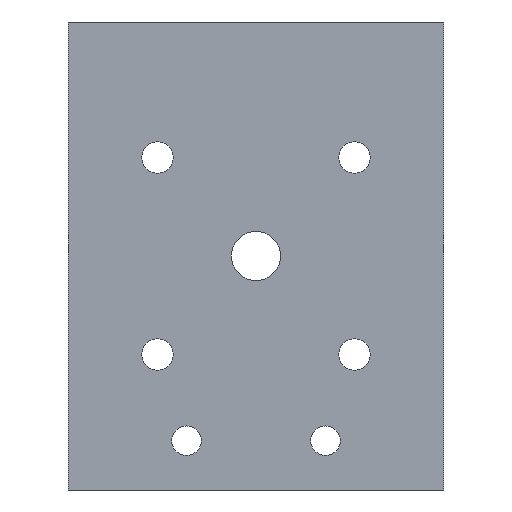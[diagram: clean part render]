
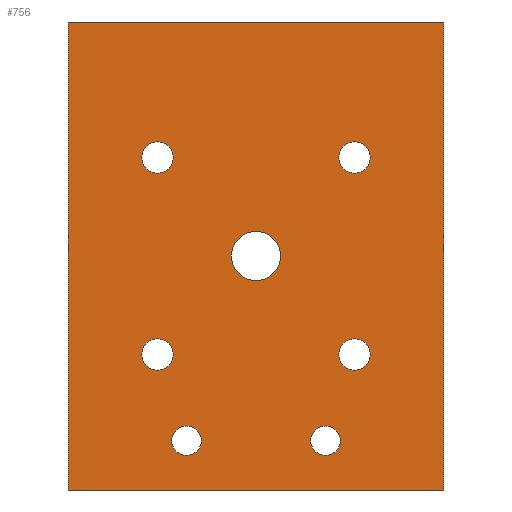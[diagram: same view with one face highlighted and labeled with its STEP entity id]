
A CAD part, left-side view. The second image highlights one B-rep face of the part: STEP entity #756.
In plain terms, the highlighted planar face has unit normal (-1, 0, 0).
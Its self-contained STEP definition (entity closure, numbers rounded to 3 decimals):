
#30=FACE_BOUND('',#129,.T.);
#31=FACE_BOUND('',#130,.T.);
#32=FACE_BOUND('',#131,.T.);
#33=FACE_BOUND('',#132,.T.);
#34=FACE_BOUND('',#133,.T.);
#35=FACE_BOUND('',#134,.T.);
#36=FACE_BOUND('',#135,.T.);
#51=PLANE('',#821);
#76=FACE_OUTER_BOUND('',#128,.T.);
#128=EDGE_LOOP('',(#601,#602,#603,#604));
#129=EDGE_LOOP('',(#605));
#130=EDGE_LOOP('',(#606));
#131=EDGE_LOOP('',(#607));
#132=EDGE_LOOP('',(#608));
#133=EDGE_LOOP('',(#609));
#134=EDGE_LOOP('',(#610));
#135=EDGE_LOOP('',(#611));
#178=LINE('',#1130,#245);
#184=LINE('',#1141,#251);
#202=LINE('',#1201,#269);
#203=LINE('',#1203,#270);
#245=VECTOR('',#914,10.);
#251=VECTOR('',#922,10.);
#269=VECTOR('',#972,10.);
#270=VECTOR('',#975,10.);
#301=CIRCLE('',#783,1.5);
#303=CIRCLE('',#786,1.5);
#305=CIRCLE('',#789,2.5);
#327=CIRCLE('',#822,1.588);
#328=CIRCLE('',#823,1.588);
#329=CIRCLE('',#824,1.588);
#330=CIRCLE('',#825,1.588);
#339=VERTEX_POINT('',#1078);
#341=VERTEX_POINT('',#1084);
#343=VERTEX_POINT('',#1090);
#357=VERTEX_POINT('',#1127);
#358=VERTEX_POINT('',#1129);
#362=VERTEX_POINT('',#1139);
#388=VERTEX_POINT('',#1199);
#389=VERTEX_POINT('',#1204);
#390=VERTEX_POINT('',#1206);
#391=VERTEX_POINT('',#1208);
#392=VERTEX_POINT('',#1210);
#409=EDGE_CURVE('',#339,#339,#301,.T.);
#412=EDGE_CURVE('',#341,#341,#303,.T.);
#415=EDGE_CURVE('',#343,#343,#305,.T.);
#434=EDGE_CURVE('',#358,#357,#178,.T.);
#440=EDGE_CURVE('',#362,#357,#184,.T.);
#470=EDGE_CURVE('',#362,#388,#202,.T.);
#471=EDGE_CURVE('',#358,#388,#203,.T.);
#472=EDGE_CURVE('',#389,#389,#327,.T.);
#473=EDGE_CURVE('',#390,#390,#328,.T.);
#474=EDGE_CURVE('',#391,#391,#329,.T.);
#475=EDGE_CURVE('',#392,#392,#330,.T.);
#601=ORIENTED_EDGE('',*,*,#434,.T.);
#602=ORIENTED_EDGE('',*,*,#440,.F.);
#603=ORIENTED_EDGE('',*,*,#470,.T.);
#604=ORIENTED_EDGE('',*,*,#471,.F.);
#605=ORIENTED_EDGE('',*,*,#409,.T.);
#606=ORIENTED_EDGE('',*,*,#412,.T.);
#607=ORIENTED_EDGE('',*,*,#415,.T.);
#608=ORIENTED_EDGE('',*,*,#472,.T.);
#609=ORIENTED_EDGE('',*,*,#473,.T.);
#610=ORIENTED_EDGE('',*,*,#474,.T.);
#611=ORIENTED_EDGE('',*,*,#475,.T.);
#756=ADVANCED_FACE('',(#76,#30,#31,#32,#33,#34,#35,#36),#51,.T.);
#783=AXIS2_PLACEMENT_3D('',#1079,#861,#862);
#786=AXIS2_PLACEMENT_3D('',#1085,#868,#869);
#789=AXIS2_PLACEMENT_3D('',#1091,#875,#876);
#821=AXIS2_PLACEMENT_3D('',#1202,#973,#974);
#822=AXIS2_PLACEMENT_3D('',#1205,#976,#977);
#823=AXIS2_PLACEMENT_3D('',#1207,#978,#979);
#824=AXIS2_PLACEMENT_3D('',#1209,#980,#981);
#825=AXIS2_PLACEMENT_3D('',#1211,#982,#983);
#861=DIRECTION('center_axis',(1.,0.,0.));
#862=DIRECTION('ref_axis',(0.,-1.,0.));
#868=DIRECTION('center_axis',(1.,0.,0.));
#869=DIRECTION('ref_axis',(0.,-1.,0.));
#875=DIRECTION('center_axis',(1.,0.,0.));
#876=DIRECTION('ref_axis',(0.,-1.,0.));
#914=DIRECTION('',(0.,-1.,0.));
#922=DIRECTION('',(0.,0.,-1.));
#972=DIRECTION('',(0.,1.,0.));
#973=DIRECTION('center_axis',(-1.,0.,0.));
#974=DIRECTION('ref_axis',(0.,-1.,0.));
#975=DIRECTION('',(0.,0.,1.));
#976=DIRECTION('center_axis',(1.,0.,0.));
#977=DIRECTION('ref_axis',(0.,0.,1.));
#978=DIRECTION('center_axis',(1.,0.,0.));
#979=DIRECTION('ref_axis',(0.,0.,1.));
#980=DIRECTION('center_axis',(1.,0.,0.));
#981=DIRECTION('ref_axis',(0.,0.,1.));
#982=DIRECTION('center_axis',(1.,0.,0.));
#983=DIRECTION('ref_axis',(0.,0.,1.));
#1078=CARTESIAN_POINT('',(0.,10.325,6.651));
#1079=CARTESIAN_POINT('Origin',(0.,8.825,6.651));
#1084=CARTESIAN_POINT('',(0.,24.425,6.651));
#1085=CARTESIAN_POINT('Origin',(0.,22.925,6.651));
#1090=CARTESIAN_POINT('',(0.,18.375,25.4));
#1091=CARTESIAN_POINT('Origin',(0.,15.875,25.4));
#1127=CARTESIAN_POINT('',(0.,-3.175,1.651));
#1129=CARTESIAN_POINT('',(0.,34.925,1.651));
#1130=CARTESIAN_POINT('',(0.,23.813,1.651));
#1139=CARTESIAN_POINT('',(0.,-3.175,49.149));
#1141=CARTESIAN_POINT('',(0.,-3.175,0.));
#1199=CARTESIAN_POINT('',(0.,34.925,49.149));
#1201=CARTESIAN_POINT('',(0.,23.813,49.149));
#1202=CARTESIAN_POINT('Origin',(0.,31.75,0.));
#1203=CARTESIAN_POINT('',(0.,34.925,0.));
#1204=CARTESIAN_POINT('',(0.,5.88,13.818));
#1205=CARTESIAN_POINT('Origin',(0.,5.88,15.405));
#1206=CARTESIAN_POINT('',(0.,25.87,13.818));
#1207=CARTESIAN_POINT('Origin',(0.,25.87,15.405));
#1208=CARTESIAN_POINT('',(0.,5.88,33.807));
#1209=CARTESIAN_POINT('Origin',(0.,5.88,35.395));
#1210=CARTESIAN_POINT('',(0.,25.87,33.807));
#1211=CARTESIAN_POINT('Origin',(0.,25.87,35.395));
